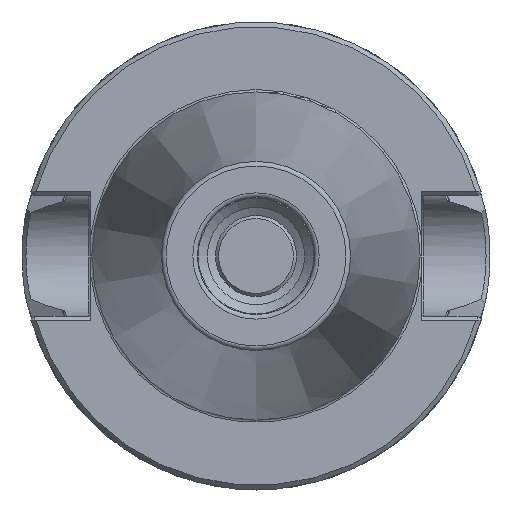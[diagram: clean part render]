
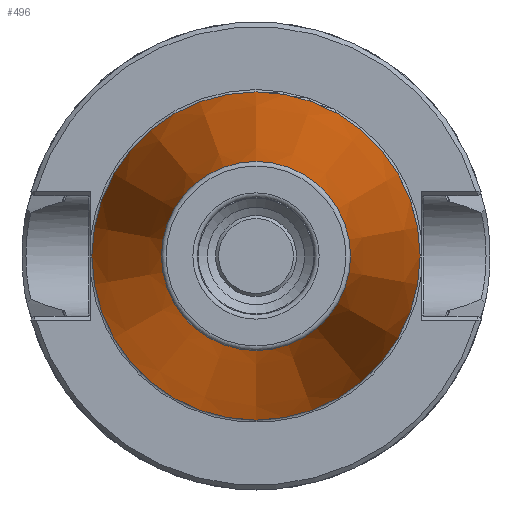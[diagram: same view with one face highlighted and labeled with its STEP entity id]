
A CAD part, left-side view. The second image highlights one B-rep face of the part: STEP entity #496.
In plain terms, the highlighted conical face has half-angle 8.297 degrees and reference radius 20.204 mm.
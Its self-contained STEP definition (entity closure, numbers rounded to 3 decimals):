
#496 = ADVANCED_FACE( '', ( #1076, #1077 ), #1078, .T. );
#1076 = FACE_OUTER_BOUND( '', #1839, .T. );
#1077 = FACE_BOUND( '', #1840, .T. );
#1078 = CONICAL_SURFACE( '', #1841, 20.204, 0.145 );
#1839 = EDGE_LOOP( '', ( #3220 ) );
#1840 = EDGE_LOOP( '', ( #3221 ) );
#1841 = AXIS2_PLACEMENT_3D( '', #3222, #3223, #3224 );
#3220 = ORIENTED_EDGE( '', *, *, #4405, .T. );
#3221 = ORIENTED_EDGE( '', *, *, #4406, .F. );
#3222 = CARTESIAN_POINT( '', ( -100.944, 0., 0. ) );
#3223 = DIRECTION( '', ( 1., 0., 0. ) );
#3224 = DIRECTION( '', ( 0., 0., -1. ) );
#4405 = EDGE_CURVE( '', #5353, #5353, #5354, .T. );
#4406 = EDGE_CURVE( '', #5355, #5355, #5356, .T. );
#5353 = VERTEX_POINT( '', #7186 );
#5354 = CIRCLE( '', #7187, 35.065 );
#5355 = VERTEX_POINT( '', #7188 );
#5356 = CIRCLE( '', #7189, 20.204 );
#7186 = CARTESIAN_POINT( '', ( 0.963, 0., 35.065 ) );
#7187 = AXIS2_PLACEMENT_3D( '', #8005, #8006, #8007 );
#7188 = CARTESIAN_POINT( '', ( -100.944, 0., 20.204 ) );
#7189 = AXIS2_PLACEMENT_3D( '', #8008, #8009, #8010 );
#8005 = CARTESIAN_POINT( '', ( 0.963, 0., 0. ) );
#8006 = DIRECTION( '', ( -1., 0., 0. ) );
#8007 = DIRECTION( '', ( 0., 0., 1. ) );
#8008 = CARTESIAN_POINT( '', ( -100.944, 0., 0. ) );
#8009 = DIRECTION( '', ( -1., 0., 0. ) );
#8010 = DIRECTION( '', ( 0., 0., 1. ) );
